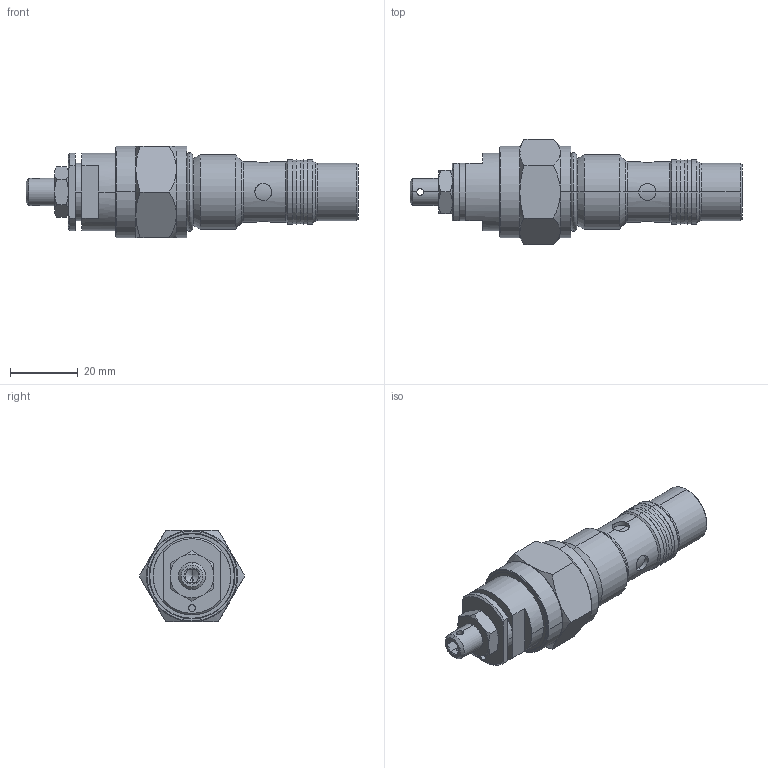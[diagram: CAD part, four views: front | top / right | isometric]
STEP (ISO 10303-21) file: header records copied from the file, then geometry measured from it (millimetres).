
FILE_DESCRIPTION (( 'STEP AP214' ), '1' );
FILE_NAME ('513.022E_Kunde.STEP', '2017-03-15T10:10:34', ( 'User' ), ( '' ), 'SwSTEP 2.0', 'SolidWorks 2016', '' );
FILE_SCHEMA (( 'AUTOMOTIVE_DESIGN' ));
Length unit declared in the file: millimetre
Products named in the file (1): 513.022E_Kunde
Bounding box: 98.2 x 31.18 x 27 mm (x, y, z)
Volume: 34863.5 mm3; surface area: 14603.1 mm2
Topology: 7 solids, 7 shells, 242 faces, 519 edges, 296 vertices
Faces by surface type: cone 94, cylinder 73, plane 55, torus 20
Entity records: 9939 total; most frequent: CARTESIAN_POINT 1954, DIRECTION 1159, ORIENTED_EDGE 1034, EDGE_CURVE 517, AXIS2_PLACEMENT_3D 485, VERTEX_POINT 296, EDGE_LOOP 263, UNCERTAINTY_MEASURE_WITH_UNIT 251
